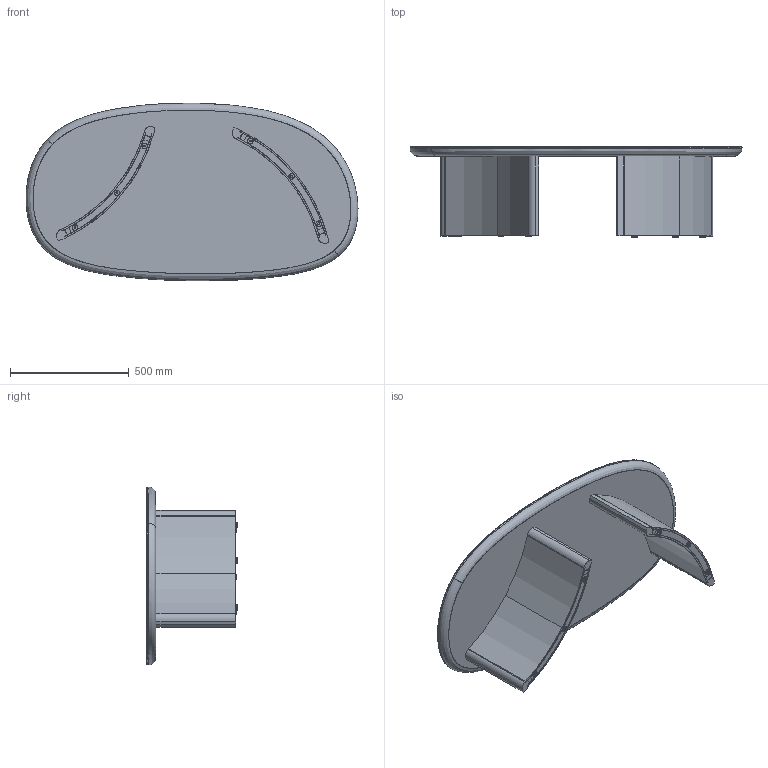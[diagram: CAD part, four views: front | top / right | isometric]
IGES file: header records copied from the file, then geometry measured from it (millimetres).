
Start section: SolidWorks IGES file using analytic representation for surfaces
Global section: file name: Dew Coffee table L1400 B750 H375.IGS; native system: SolidWorks 2022; preprocessor: SolidWorks 2022; author: diederickp; date: 240202.164425; units: millimetre
Bounding box: 1399.77 x 380 x 749.9 mm (x, y, z)
Surface area: 3731913.7 mm2 (no closed solid volume)
Topology: 0 solids, 0 shells, 153 faces, 7008 edges, 7008 vertices
Faces by surface type: bspline 79, revolution 74
